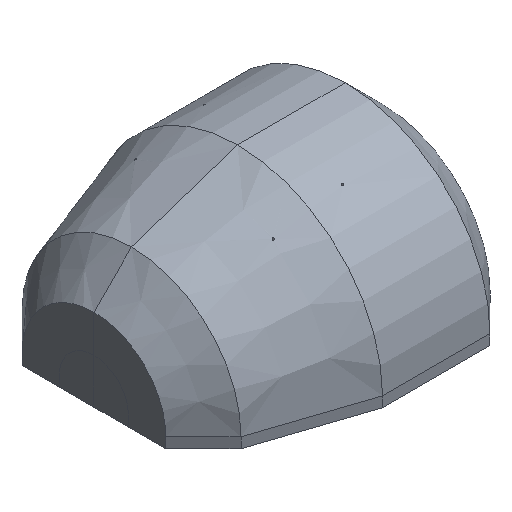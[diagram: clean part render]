
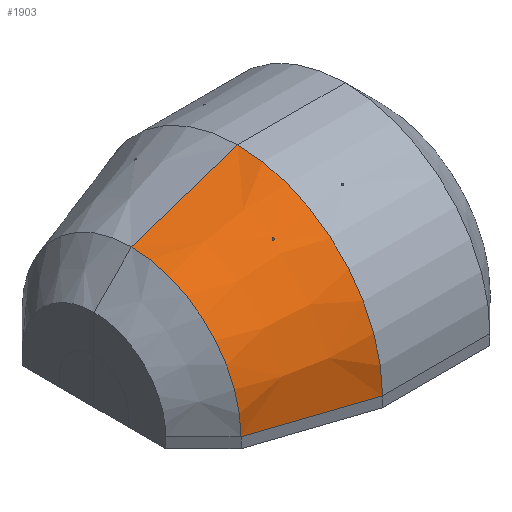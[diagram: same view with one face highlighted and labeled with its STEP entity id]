
A CAD part, isometric view. The second image highlights one B-rep face of the part: STEP entity #1903.
In plain terms, the highlighted conical face has half-angle 18.435 degrees and reference radius 31.747 mm.
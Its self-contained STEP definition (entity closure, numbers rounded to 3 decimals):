
#454=CARTESIAN_POINT('Line Origine',(-15.703,0.,36.874)) ;
#458=CARTESIAN_POINT('Vertex',(-0.325,0.,42.)) ;
#460=CARTESIAN_POINT('Vertex',(-31.08,0.,31.748)) ;
#1576=CARTESIAN_POINT('Vertex',(-31.08,-31.748,0.)) ;
#1701=CARTESIAN_POINT('Axis2P3D Location',(-31.08,0.,0.)) ;
#1725=CARTESIAN_POINT('Control Point',(-9.75,-20.,33.316)) ;
#1726=CARTESIAN_POINT('Control Point',(-9.75,-19.96,33.34)) ;
#1727=CARTESIAN_POINT('Control Point',(-9.758,-19.918,33.362)) ;
#1728=CARTESIAN_POINT('Control Point',(-9.776,-19.876,33.38)) ;
#1729=CARTESIAN_POINT('Control Point',(-9.831,-19.803,33.402)) ;
#1730=CARTESIAN_POINT('Control Point',(-9.911,-19.76,33.397)) ;
#1731=CARTESIAN_POINT('Control Point',(-9.954,-19.749,33.386)) ;
#1732=CARTESIAN_POINT('Control Point',(-10.074,-19.743,33.343)) ;
#1733=CARTESIAN_POINT('Control Point',(-10.175,-19.8,33.27)) ;
#1734=CARTESIAN_POINT('Control Point',(-10.222,-19.856,33.219)) ;
#1735=CARTESIAN_POINT('Control Point',(-10.25,-19.926,33.166)) ;
#1736=CARTESIAN_POINT('Control Point',(-10.25,-20.,33.121)) ;
#1737=CARTESIAN_POINT('Vertex',(-9.75,-20.,33.316)) ;
#1739=CARTESIAN_POINT('Vertex',(-10.25,-20.,33.121)) ;
#1760=CARTESIAN_POINT('Control Point',(-10.25,-20.,33.121)) ;
#1761=CARTESIAN_POINT('Control Point',(-10.25,-20.04,33.097)) ;
#1762=CARTESIAN_POINT('Control Point',(-10.242,-20.082,33.075)) ;
#1763=CARTESIAN_POINT('Control Point',(-10.224,-20.124,33.056)) ;
#1764=CARTESIAN_POINT('Control Point',(-10.171,-20.195,33.034)) ;
#1765=CARTESIAN_POINT('Control Point',(-10.092,-20.238,33.038)) ;
#1766=CARTESIAN_POINT('Control Point',(-10.052,-20.249,33.047)) ;
#1767=CARTESIAN_POINT('Control Point',(-9.931,-20.259,33.089)) ;
#1768=CARTESIAN_POINT('Control Point',(-9.829,-20.203,33.162)) ;
#1769=CARTESIAN_POINT('Control Point',(-9.779,-20.148,33.216)) ;
#1770=CARTESIAN_POINT('Control Point',(-9.75,-20.077,33.27)) ;
#1771=CARTESIAN_POINT('Control Point',(-9.75,-20.,33.316)) ;
#1827=CARTESIAN_POINT('Line Origine',(-15.703,-36.874,0.)) ;
#1831=CARTESIAN_POINT('Vertex',(-0.325,-42.,0.)) ;
#1883=CARTESIAN_POINT('Axis2P3D Location',(-31.085,0.,0.)) ;
#1888=CARTESIAN_POINT('Axis2P3D Location',(-0.325,0.,0.)) ;
#455=DIRECTION('Vector Direction',(0.949,0.,0.316)) ;
#1702=DIRECTION('Axis2P3D Direction',(1.,-0.,0.)) ;
#1828=DIRECTION('Vector Direction',(-0.949,0.316,0.)) ;
#1884=DIRECTION('Axis2P3D Direction',(1.,-0.,-0.)) ;
#1885=DIRECTION('Axis2P3D XDirection',(0.,0.707,-0.707)) ;
#1889=DIRECTION('Axis2P3D Direction',(1.,-0.,0.)) ;
#1703=AXIS2_PLACEMENT_3D('Circle Axis2P3D',#1701,#1702,$) ;
#1886=AXIS2_PLACEMENT_3D('Cone Axis2P3D',#1883,#1884,#1885) ;
#1890=AXIS2_PLACEMENT_3D('Circle Axis2P3D',#1888,#1889,$) ;
#1894=ORIENTED_EDGE('',*,*,#1705,.T.) ;
#1895=ORIENTED_EDGE('',*,*,#1833,.F.) ;
#1896=ORIENTED_EDGE('',*,*,#1892,.T.) ;
#1897=ORIENTED_EDGE('',*,*,#462,.T.) ;
#1900=ORIENTED_EDGE('',*,*,#1772,.F.) ;
#1901=ORIENTED_EDGE('',*,*,#1741,.F.) ;
#1902=FACE_BOUND('',#1899,.T.) ;
#456=VECTOR('Line Direction',#455,1.) ;
#1829=VECTOR('Line Direction',#1828,1.) ;
#1903=ADVANCED_FACE('PartBody',(#1898,#1902),#1887,.T.) ;
#1724=B_SPLINE_CURVE_WITH_KNOTS('',5,(#1725,#1726,#1727,#1728,#1729,#1730,#1731,#1732,#1733,#1734,#1735,#1736),.UNSPECIFIED.,.F.,.U.,(6,3,3,6),(1.209,1.526,1.83,2.416),.UNSPECIFIED.) ;
#1759=B_SPLINE_CURVE_WITH_KNOTS('',5,(#1760,#1761,#1762,#1763,#1764,#1765,#1766,#1767,#1768,#1769,#1770,#1771),.UNSPECIFIED.,.F.,.U.,(6,3,3,6),(0.,0.318,0.609,1.209),.UNSPECIFIED.) ;
#1704=CIRCLE('generated circle',#1703,31.748) ;
#1891=CIRCLE('generated circle',#1890,42.) ;
#1887=CONICAL_SURFACE('Cone',#1886,31.747,0.322) ;
#462=EDGE_CURVE('',#459,#461,#457,.F.) ;
#1705=EDGE_CURVE('',#461,#1577,#1704,.T.) ;
#1741=EDGE_CURVE('',#1738,#1740,#1724,.T.) ;
#1772=EDGE_CURVE('',#1740,#1738,#1759,.T.) ;
#1833=EDGE_CURVE('',#1832,#1577,#1830,.T.) ;
#1892=EDGE_CURVE('',#1832,#459,#1891,.F.) ;
#1893=EDGE_LOOP('',(#1894,#1895,#1896,#1897)) ;
#1899=EDGE_LOOP('',(#1900,#1901)) ;
#1898=FACE_OUTER_BOUND('',#1893,.T.) ;
#457=LINE('Line',#454,#456) ;
#1830=LINE('Line',#1827,#1829) ;
#459=VERTEX_POINT('',#458) ;
#461=VERTEX_POINT('',#460) ;
#1577=VERTEX_POINT('',#1576) ;
#1738=VERTEX_POINT('',#1737) ;
#1740=VERTEX_POINT('',#1739) ;
#1832=VERTEX_POINT('',#1831) ;
